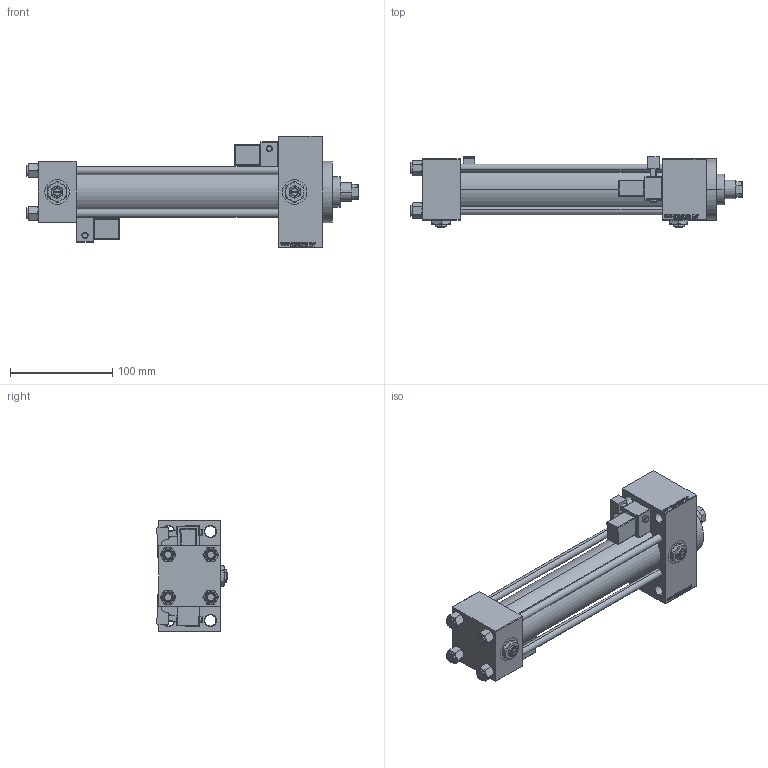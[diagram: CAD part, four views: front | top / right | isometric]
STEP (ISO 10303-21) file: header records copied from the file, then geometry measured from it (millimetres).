
FILE_DESCRIPTION (( 'STEP AP203' ), '1' );
FILE_NAME ('7f3b.STEP', '2023-08-23T05:17:06', ( '' ), ( '' ), 'SwSTEP 2.0', 'SolidWorks 2019', '' );
FILE_SCHEMA (( 'CONFIG_CONTROL_DESIGN' ));
Length unit declared in the file: millimetre
Products named in the file (8): NUT_M5_D 76c1748aa75cc04a4b5bab24f55362ae; V215CR_D_Body 76c1748aa75cc04a4b5bab24f55362ae; V215_VC_A 76c1748aa75cc04a4b5bab24f55362ae; 7f3b; V215CR_MSU 76c1748aa75cc04a4b5bab24f55362ae; V215CR_D_TYCINKA 76c1748aa75cc04a4b5bab24f55362ae; V215CR_VCP_D 76c1748aa75cc04a4b5bab24f55362ae; Zatka_pro_OIL_PORT 76c1748aa75cc04a4b5bab24f55362ae
Assembly tree (15 placements, depth 2):
  7f3b
    V215CR_D_Body 76c1748aa75cc04a4b5bab24f55362ae
    V215CR_VCP_D 76c1748aa75cc04a4b5bab24f55362ae
    NUT_M5_D 76c1748aa75cc04a4b5bab24f55362ae  x4
    V215CR_D_TYCINKA 76c1748aa75cc04a4b5bab24f55362ae  x4
    V215_VC_A 76c1748aa75cc04a4b5bab24f55362ae
    V215CR_MSU 76c1748aa75cc04a4b5bab24f55362ae  x2
    Zatka_pro_OIL_PORT 76c1748aa75cc04a4b5bab24f55362ae  x2
Bounding box: 325 x 68.9 x 109 mm (x, y, z)
Volume: 676939.6 mm3; surface area: 195818.2 mm2
Topology: 15 solids, 15 shells, 1360 faces, 3346 edges, 2115 vertices
Faces by surface type: plane 604, bspline 368, cone 184, cylinder 160, sphere 24, torus 20
Entity records: 51501 total; most frequent: CARTESIAN_POINT 26036, ORIENTED_EDGE 5610, DIRECTION 3853, EDGE_CURVE 2805, VERTEX_POINT 1817, LINE 1653, VECTOR 1653, EDGE_LOOP 1262
